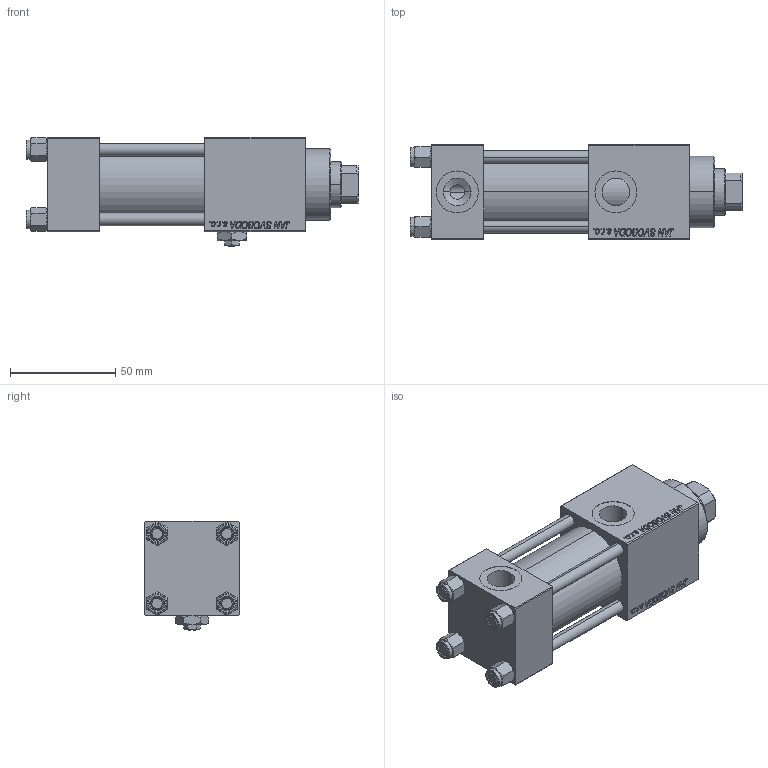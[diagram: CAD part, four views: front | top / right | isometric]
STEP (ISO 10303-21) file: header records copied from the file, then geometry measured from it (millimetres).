
FILE_DESCRIPTION (( 'STEP AP203' ), '1' );
FILE_NAME ('a3b7.STEP', '2025-10-08T11:19:08', ( '' ), ( '' ), 'SwSTEP 2.0', 'SolidWorks 2019', '' );
FILE_SCHEMA (( 'CONFIG_CONTROL_DESIGN' ));
Length unit declared in the file: millimetre
Products named in the file (7): NUT_M5_C 9ed67cf3b826135aed00ac04fab6dd9c; V215CR_VCP_C 9ed67cf3b826135aed00ac04fab6dd9c; V215_VC_A 9ed67cf3b826135aed00ac04fab6dd9c; a3b7; V215CR_C_Body 9ed67cf3b826135aed00ac04fab6dd9c; V215CR_C_TYCINKA 9ed67cf3b826135aed00ac04fab6dd9c; Zatka_pro_OIL_PORT 9ed67cf3b826135aed00ac04fab6dd9c
Assembly tree (12 placements, depth 2):
  a3b7
    V215CR_C_Body 9ed67cf3b826135aed00ac04fab6dd9c
    V215CR_VCP_C 9ed67cf3b826135aed00ac04fab6dd9c
    NUT_M5_C 9ed67cf3b826135aed00ac04fab6dd9c  x4
    V215CR_C_TYCINKA 9ed67cf3b826135aed00ac04fab6dd9c  x4
    V215_VC_A 9ed67cf3b826135aed00ac04fab6dd9c
    Zatka_pro_OIL_PORT 9ed67cf3b826135aed00ac04fab6dd9c
Bounding box: 158 x 45 x 52 mm (x, y, z)
Volume: 209154.6 mm3; surface area: 72063.7 mm2
Topology: 12 solids, 12 shells, 1195 faces, 2987 edges, 1933 vertices
Faces by surface type: plane 549, bspline 392, cone 156, cylinder 90, torus 8
Entity records: 51883 total; most frequent: CARTESIAN_POINT 27660, ORIENTED_EDGE 5466, DIRECTION 3489, EDGE_CURVE 2733, VERTEX_POINT 1789, LINE 1631, VECTOR 1631, EDGE_LOOP 1206
